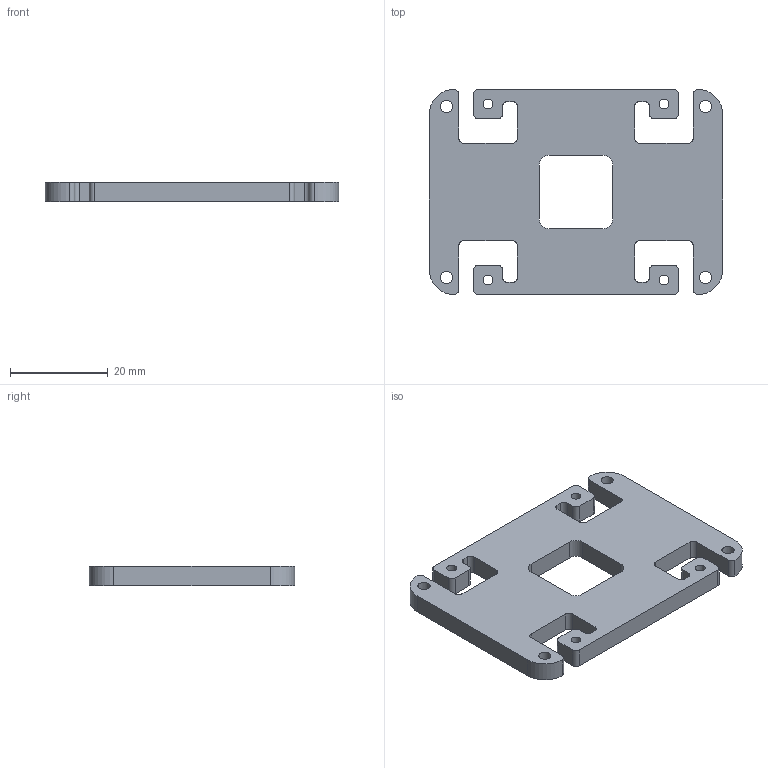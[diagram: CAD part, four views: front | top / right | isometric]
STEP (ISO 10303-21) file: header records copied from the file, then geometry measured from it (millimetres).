
FILE_DESCRIPTION(/* description */ (''),/* implementation_level */ '2;1');
FILE_NAME(/* name */ 'CawDrive-Fixed v1.step',/* time_stamp */ '2025-05-11T16:02:37+08:00',/* author */ (''),/* organization */ (''),/* preprocessor_version */ 'ST-DEVELOPER v20.1',/* originating_system */ 'Autodesk Translation Framework v14.4.0.0',/* authorisation */ '');
FILE_SCHEMA (('AUTOMOTIVE_DESIGN { 1 0 10303 214 3 1 1 }'));
Length unit declared in the file: millimetre
Products named in the file (2): CawDrive-Fixed; 零部件1
Assembly tree (1 placements, depth 2):
  CawDrive-Fixed
    零部件1
Bounding box: 60 x 42 x 4 mm (x, y, z)
Volume: 7563.1 mm3; surface area: 5712.7 mm2
Topology: 1 solids, 1 shells, 86 faces, 252 edges, 168 vertices
Faces by surface type: cylinder 48, plane 38
Full cylindrical faces by diameter (mm): 2 x4, 2.5 x4
Entity records: 2997 total; most frequent: DIRECTION 528, CARTESIAN_POINT 510, ORIENTED_EDGE 504, EDGE_CURVE 252, AXIS2_PLACEMENT_3D 186, VERTEX_POINT 168, LINE 156, VECTOR 156
